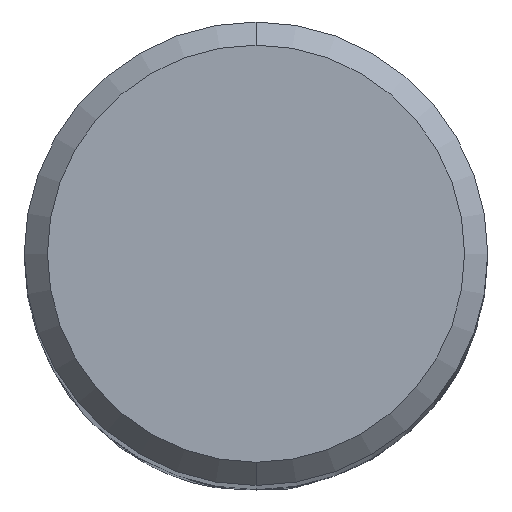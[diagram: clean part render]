
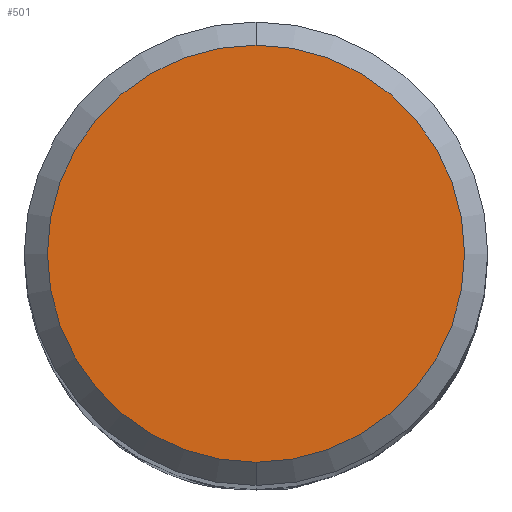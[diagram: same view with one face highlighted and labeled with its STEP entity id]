
A CAD part, top view. The second image highlights one B-rep face of the part: STEP entity #501.
In plain terms, the highlighted planar face has unit normal (0, 0, 1).
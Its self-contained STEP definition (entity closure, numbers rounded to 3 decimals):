
#463=VERTEX_POINT('',#1088);
#501=ADVANCED_FACE('',(#1130),#1131,.T.);
#659=VERTEX_POINT('',#1299);
#799=EDGE_CURVE('',#463,#659,#1451,.T.);
#843=EDGE_CURVE('',#659,#463,#1502,.T.);
#1088=CARTESIAN_POINT('',(0.0,4.5,0.0));
#1130=FACE_OUTER_BOUND('',#3097,.T.);
#1131=PLANE('',#3098);
#1299=CARTESIAN_POINT('',(0.,-4.5,0.0));
#1451=CIRCLE('',#4602,4.5);
#1502=CIRCLE('',#4733,4.5);
#3097=EDGE_LOOP('',(#5715,#5716));
#3098=AXIS2_PLACEMENT_3D('',#5717,#5718,#5719);
#4602=AXIS2_PLACEMENT_3D('',#6031,#6032,#6033);
#4733=AXIS2_PLACEMENT_3D('',#6095,#6096,#6097);
#5715=ORIENTED_EDGE('',*,*,#799,.F.);
#5716=ORIENTED_EDGE('',*,*,#843,.F.);
#5717=CARTESIAN_POINT('',(0.0,2.25,0.0));
#5718=DIRECTION('',(-0.0,0.0,1.0));
#5719=DIRECTION('',(0.0,-1.0,0.0));
#6031=CARTESIAN_POINT('',(0.0,0.0,0.0));
#6032=DIRECTION('',(0.0,0.0,-1.0));
#6033=DIRECTION('',(0.0,1.0,0.0));
#6095=CARTESIAN_POINT('',(0.0,0.0,0.0));
#6096=DIRECTION('',(0.0,0.0,-1.0));
#6097=DIRECTION('',(0.0,1.0,0.0));
